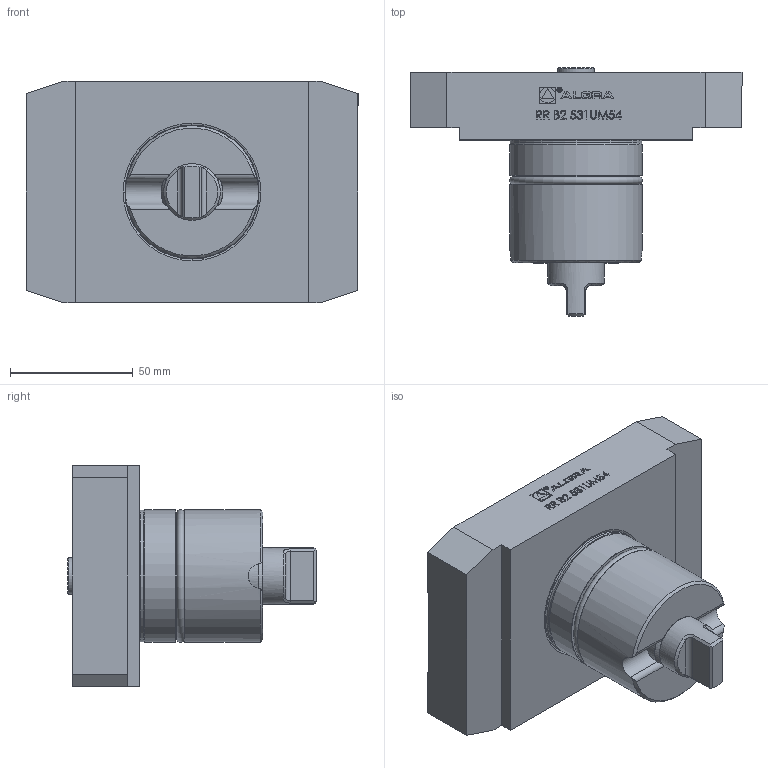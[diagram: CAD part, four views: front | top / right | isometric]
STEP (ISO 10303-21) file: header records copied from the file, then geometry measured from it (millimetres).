
FILE_DESCRIPTION (( 'STEP AP214' ), '1' );
FILE_NAME ('RRB2531UM54.STEP', '2024-04-24T06:16:46', ( '' ), ( '' ), 'SwSTEP 2.0', 'SolidWorks 2023', '' );
FILE_SCHEMA (( 'AUTOMOTIVE_DESIGN' ));
Length unit declared in the file: millimetre
Products named in the file (1): RRB2531UM54
Bounding box: 135 x 101.2 x 90 mm (x, y, z)
Volume: 470290.7 mm3; surface area: 58972.3 mm2
Topology: 3 solids, 3 shells, 427 faces, 1109 edges, 725 vertices
Faces by surface type: plane 256, bspline 75, cylinder 62, cone 26, torus 8
Full cylindrical faces by diameter (mm): 1.7 x1, 2.1 x1, 5 x1, 6 x1, 6.366 x1, 15 x2, 23 x2, 24.6 x1, 25 x1, 42 x1, 49.9 x2, 53.6 x1, 54 x2
Entity records: 21176 total; most frequent: CARTESIAN_POINT 8383, ORIENTED_EDGE 2124, DIRECTION 1698, EDGE_CURVE 1062, VECTOR 726, LINE 726, VERTEX_POINT 712, EDGE_LOOP 498
